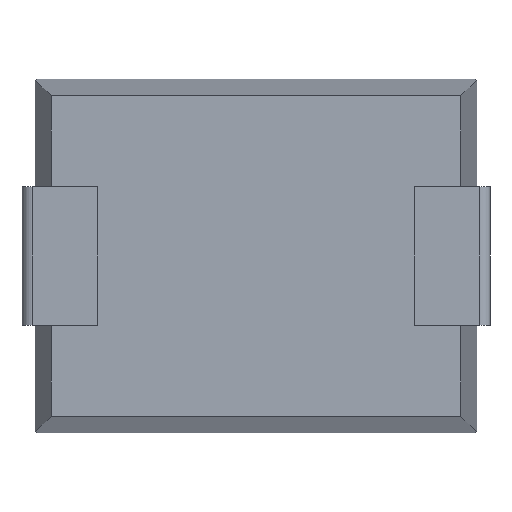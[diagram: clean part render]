
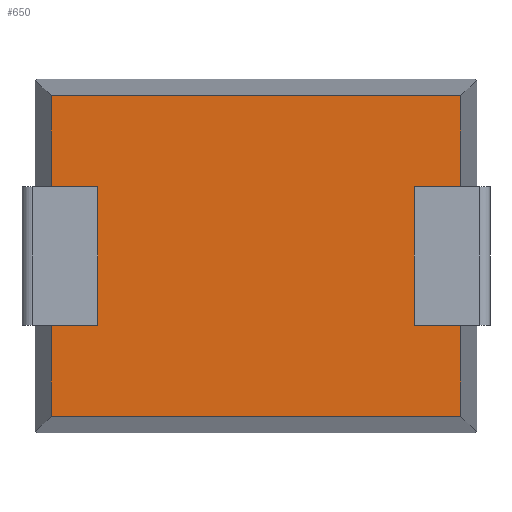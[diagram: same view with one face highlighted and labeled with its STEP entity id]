
A CAD part, front view. The second image highlights one B-rep face of the part: STEP entity #650.
In plain terms, the highlighted planar face has unit normal (0, -1, 0).
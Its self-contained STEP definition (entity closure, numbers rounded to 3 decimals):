
#4 = CARTESIAN_POINT ( 'NONE',  ( 0.39, 0., -8.01 ) ) ;
#9 = DIRECTION ( 'NONE',  ( -1., 0., 0. ) ) ;
#124 = CARTESIAN_POINT ( 'NONE',  ( 1.49, 0., -5.85 ) ) ;
#264 = LINE ( 'NONE', #3018, #2682 ) ;
#353 = EDGE_CURVE ( 'NONE', #2825, #1968, #1629, .T. ) ;
#368 = CARTESIAN_POINT ( 'NONE',  ( 10.11, 0., -0.39 ) ) ;
#373 = VERTEX_POINT ( 'NONE', #2452 ) ;
#533 = VERTEX_POINT ( 'NONE', #2120 ) ;
#537 = LINE ( 'NONE', #1834, #2641 ) ;
#547 = DIRECTION ( 'NONE',  ( 0., 0., 1. ) ) ;
#591 = CARTESIAN_POINT ( 'NONE',  ( -0.01, 0., -5.85 ) ) ;
#603 = VERTEX_POINT ( 'NONE', #1840 ) ;
#650 = ADVANCED_FACE ( 'NONE', ( #2665 ), #3137, .T. ) ;
#702 = ORIENTED_EDGE ( 'NONE', *, *, #3061, .F. ) ;
#786 = EDGE_CURVE ( 'NONE', #1150, #2102, #2766, .T. ) ;
#802 = ORIENTED_EDGE ( 'NONE', *, *, #1052, .F. ) ;
#825 = CARTESIAN_POINT ( 'NONE',  ( 0.39, 0., -0.39 ) ) ;
#890 = CARTESIAN_POINT ( 'NONE',  ( 10.51, 0., -5.85 ) ) ;
#901 = VECTOR ( 'NONE', #9, 1000. ) ;
#902 = DIRECTION ( 'NONE',  ( 1., 0., 0. ) ) ;
#927 = LINE ( 'NONE', #3052, #1073 ) ;
#928 = ORIENTED_EDGE ( 'NONE', *, *, #1548, .T. ) ;
#939 = EDGE_CURVE ( 'NONE', #976, #2825, #927, .T. ) ;
#957 = CARTESIAN_POINT ( 'NONE',  ( 0., 0., 0. ) ) ;
#976 = VERTEX_POINT ( 'NONE', #2129 ) ;
#985 = CARTESIAN_POINT ( 'NONE',  ( 10.11, 0., -2.55 ) ) ;
#1052 = EDGE_CURVE ( 'NONE', #1861, #533, #1522, .T. ) ;
#1073 = VECTOR ( 'NONE', #2123, 1000. ) ;
#1137 = CARTESIAN_POINT ( 'NONE',  ( 9.01, 0., -5.85 ) ) ;
#1150 = VERTEX_POINT ( 'NONE', #2592 ) ;
#1166 = EDGE_CURVE ( 'NONE', #1150, #976, #2684, .T. ) ;
#1219 = ORIENTED_EDGE ( 'NONE', *, *, #1972, .T. ) ;
#1241 = VECTOR ( 'NONE', #2071, 1000. ) ;
#1332 = VECTOR ( 'NONE', #547, 1000. ) ;
#1365 = VECTOR ( 'NONE', #2919, 1000. ) ;
#1415 = CARTESIAN_POINT ( 'NONE',  ( 10.11, 0., -8.01 ) ) ;
#1480 = AXIS2_PLACEMENT_3D ( 'NONE', #957, #1681, #1954 ) ;
#1489 = CARTESIAN_POINT ( 'NONE',  ( 10.5, 0., -8.01 ) ) ;
#1522 = LINE ( 'NONE', #2399, #1332 ) ;
#1532 = EDGE_CURVE ( 'NONE', #3181, #373, #264, .T. ) ;
#1548 = EDGE_CURVE ( 'NONE', #1968, #2224, #537, .T. ) ;
#1564 = DIRECTION ( 'NONE',  ( 0., 0., 1. ) ) ;
#1606 = ORIENTED_EDGE ( 'NONE', *, *, #2223, .F. ) ;
#1629 = LINE ( 'NONE', #2659, #1365 ) ;
#1681 = DIRECTION ( 'NONE',  ( 0., -1., 0. ) ) ;
#1715 = ORIENTED_EDGE ( 'NONE', *, *, #1166, .T. ) ;
#1818 = DIRECTION ( 'NONE',  ( -1., 0., 0. ) ) ;
#1834 = CARTESIAN_POINT ( 'NONE',  ( 10.5, 0., -0.39 ) ) ;
#1839 = CARTESIAN_POINT ( 'NONE',  ( 10.11, 0., -8.4 ) ) ;
#1840 = CARTESIAN_POINT ( 'NONE',  ( 0.39, 0., -2.55 ) ) ;
#1861 = VERTEX_POINT ( 'NONE', #4 ) ;
#1892 = CARTESIAN_POINT ( 'NONE',  ( 10.11, 0., -5.85 ) ) ;
#1954 = DIRECTION ( 'NONE',  ( 0., 0., -1. ) ) ;
#1968 = VERTEX_POINT ( 'NONE', #368 ) ;
#1972 = EDGE_CURVE ( 'NONE', #2792, #2102, #2734, .T. ) ;
#1994 = ORIENTED_EDGE ( 'NONE', *, *, #353, .T. ) ;
#2002 = CARTESIAN_POINT ( 'NONE',  ( 0.39, 0., -8.4 ) ) ;
#2071 = DIRECTION ( 'NONE',  ( 0., 0., 1. ) ) ;
#2102 = VERTEX_POINT ( 'NONE', #1892 ) ;
#2107 = ORIENTED_EDGE ( 'NONE', *, *, #2483, .F. ) ;
#2119 = DIRECTION ( 'NONE',  ( 0., 0., 1. ) ) ;
#2120 = CARTESIAN_POINT ( 'NONE',  ( 0.39, 0., -5.85 ) ) ;
#2123 = DIRECTION ( 'NONE',  ( 1., 0., 0. ) ) ;
#2129 = CARTESIAN_POINT ( 'NONE',  ( 9.01, 0., -2.55 ) ) ;
#2223 = EDGE_CURVE ( 'NONE', #603, #2224, #2809, .T. ) ;
#2224 = VERTEX_POINT ( 'NONE', #825 ) ;
#2311 = VECTOR ( 'NONE', #3028, 1000. ) ;
#2360 = EDGE_LOOP ( 'NONE', ( #2861, #1715, #2713, #1994, #928, #1606, #2107, #2718, #2860, #802, #702, #1219 ) ) ;
#2399 = CARTESIAN_POINT ( 'NONE',  ( 0.39, 0., -8.4 ) ) ;
#2406 = EDGE_CURVE ( 'NONE', #3181, #533, #2985, .T. ) ;
#2452 = CARTESIAN_POINT ( 'NONE',  ( 1.49, 0., -2.55 ) ) ;
#2483 = EDGE_CURVE ( 'NONE', #373, #603, #2839, .T. ) ;
#2519 = CARTESIAN_POINT ( 'NONE',  ( -0.01, 0., -2.55 ) ) ;
#2592 = CARTESIAN_POINT ( 'NONE',  ( 9.01, 0., -5.85 ) ) ;
#2621 = VECTOR ( 'NONE', #1818, 1000. ) ;
#2641 = VECTOR ( 'NONE', #3029, 1000. ) ;
#2659 = CARTESIAN_POINT ( 'NONE',  ( 10.11, 0., -8.4 ) ) ;
#2665 = FACE_OUTER_BOUND ( 'NONE', #2360, .T. ) ;
#2682 = VECTOR ( 'NONE', #1564, 1000. ) ;
#2684 = LINE ( 'NONE', #1137, #3104 ) ;
#2713 = ORIENTED_EDGE ( 'NONE', *, *, #939, .T. ) ;
#2718 = ORIENTED_EDGE ( 'NONE', *, *, #1532, .F. ) ;
#2734 = LINE ( 'NONE', #1839, #2884 ) ;
#2766 = LINE ( 'NONE', #890, #2916 ) ;
#2792 = VERTEX_POINT ( 'NONE', #1415 ) ;
#2809 = LINE ( 'NONE', #2002, #1241 ) ;
#2825 = VERTEX_POINT ( 'NONE', #985 ) ;
#2839 = LINE ( 'NONE', #2519, #2311 ) ;
#2860 = ORIENTED_EDGE ( 'NONE', *, *, #2406, .T. ) ;
#2861 = ORIENTED_EDGE ( 'NONE', *, *, #786, .F. ) ;
#2884 = VECTOR ( 'NONE', #2119, 1000. ) ;
#2916 = VECTOR ( 'NONE', #902, 1000. ) ;
#2919 = DIRECTION ( 'NONE',  ( 0., 0., 1. ) ) ;
#2985 = LINE ( 'NONE', #591, #2621 ) ;
#3018 = CARTESIAN_POINT ( 'NONE',  ( 1.49, 0., -5.85 ) ) ;
#3028 = DIRECTION ( 'NONE',  ( -1., 0., 0. ) ) ;
#3029 = DIRECTION ( 'NONE',  ( -1., 0., 0. ) ) ;
#3052 = CARTESIAN_POINT ( 'NONE',  ( 10.51, 0., -2.55 ) ) ;
#3061 = EDGE_CURVE ( 'NONE', #2792, #1861, #3163, .T. ) ;
#3065 = DIRECTION ( 'NONE',  ( 0., 0., 1. ) ) ;
#3104 = VECTOR ( 'NONE', #3065, 1000. ) ;
#3137 = PLANE ( 'NONE',  #1480 ) ;
#3163 = LINE ( 'NONE', #1489, #901 ) ;
#3181 = VERTEX_POINT ( 'NONE', #124 ) ;
